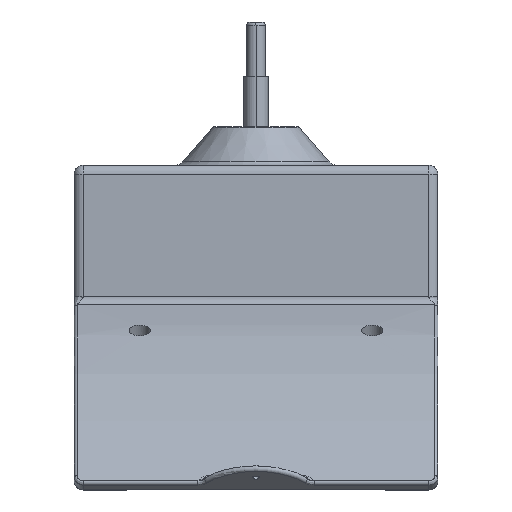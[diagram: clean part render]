
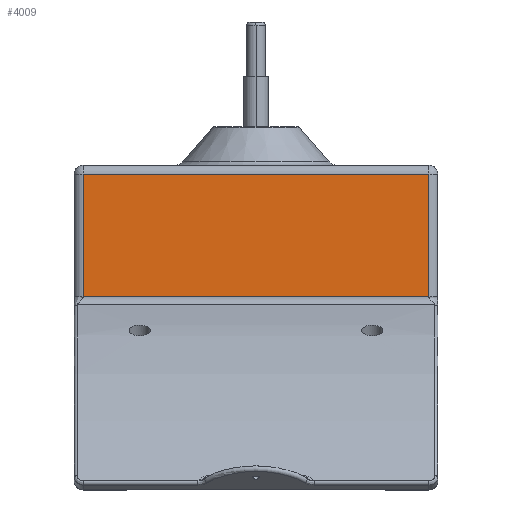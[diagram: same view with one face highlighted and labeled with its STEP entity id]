
A CAD part, left-side view. The second image highlights one B-rep face of the part: STEP entity #4009.
In plain terms, the highlighted planar face has unit normal (-1, 0, 0).
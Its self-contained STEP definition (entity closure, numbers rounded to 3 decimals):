
#1497=DIRECTION('',(0.,1.,0.));
#1498=VECTOR('',#1497,114.);
#1499=CARTESIAN_POINT('',(-50.,-57.,
-56.04));
#1500=LINE('',#1499,#1498);
#1501=DIRECTION('',(0.,0.,1.));
#1502=VECTOR('',#1501,40.34);
#1503=CARTESIAN_POINT('',(-50.,57.,
-56.04));
#1504=LINE('',#1503,#1502);
#1505=DIRECTION('',(0.,-1.,0.));
#1506=VECTOR('',#1505,114.);
#1507=CARTESIAN_POINT('',(-50.,57.,-15.7));
#1508=LINE('',#1507,#1506);
#1509=DIRECTION('',(0.,0.,-1.));
#1510=VECTOR('',#1509,40.34);
#1511=CARTESIAN_POINT('',(-50.,-57.,-15.7));
#1512=LINE('',#1511,#1510);
#1979=CARTESIAN_POINT('',(-50.,-57.,
-56.04));
#1980=CARTESIAN_POINT('',(-50.,57.,
-56.04));
#1981=VERTEX_POINT('',#1979);
#1982=VERTEX_POINT('',#1980);
#1985=CARTESIAN_POINT('',(-50.,57.,-15.7));
#1986=VERTEX_POINT('',#1985);
#1995=CARTESIAN_POINT('',(-50.,-57.,-15.7));
#1996=VERTEX_POINT('',#1995);
#3997=CARTESIAN_POINT('',(-50.,-60.,-58.077));
#3998=DIRECTION('',(-1.,0.,0.));
#3999=DIRECTION('',(0.,0.,1.));
#4000=AXIS2_PLACEMENT_3D('',#3997,#3998,#3999);
#4001=PLANE('',#4000);
#4002=ORIENTED_EDGE('',*,*,#3988,.T.);
#4004=ORIENTED_EDGE('',*,*,#4003,.T.);
#4005=ORIENTED_EDGE('',*,*,#2391,.T.);
#4006=ORIENTED_EDGE('',*,*,#2420,.T.);
#4007=EDGE_LOOP('',(#4002,#4004,#4005,#4006));
#4008=FACE_OUTER_BOUND('',#4007,.F.);
#4009=ADVANCED_FACE('',(#4008),#4001,.T.);
#2391=EDGE_CURVE('',#1986,#1996,#1508,.T.);
#2420=EDGE_CURVE('',#1996,#1981,#1512,.T.);
#3988=EDGE_CURVE('',#1981,#1982,#1500,.T.);
#4003=EDGE_CURVE('',#1982,#1986,#1504,.T.);
